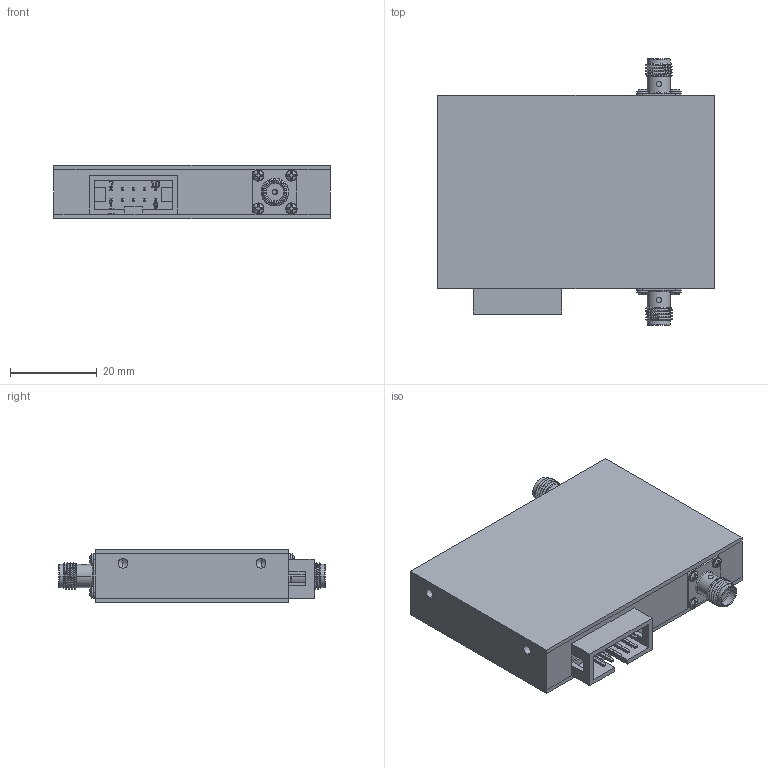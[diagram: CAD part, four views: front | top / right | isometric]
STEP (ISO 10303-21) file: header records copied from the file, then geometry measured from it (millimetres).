
FILE_DESCRIPTION (( 'STEP AP214' ), '1' );
FILE_NAME ('FMAT5009_3D.step', '2025-04-25T18:37:20', ( '' ), ( '' ), 'SwSTEP 2.0', 'SolidWorks 2022', '' );
FILE_SCHEMA (( 'AUTOMOTIVE_DESIGN' ));
Length unit declared in the file: inch
Products named in the file (1): FMAT5009_3D
Bounding box: 63.5 x 61.21 x 12.19 mm (x, y, z)
Volume: 34797.9 mm3; surface area: 10383.3 mm2
Topology: 1 solids, 11 shells, 937 faces, 2436 edges, 1576 vertices
Faces by surface type: plane 596, cylinder 154, cone 126, bspline 57, torus 4
Entity records: 33779 total; most frequent: CARTESIAN_POINT 11525, ORIENTED_EDGE 4848, DIRECTION 4232, EDGE_CURVE 2424, VERTEX_POINT 1576, LINE 1504, VECTOR 1504, AXIS2_PLACEMENT_3D 1364
